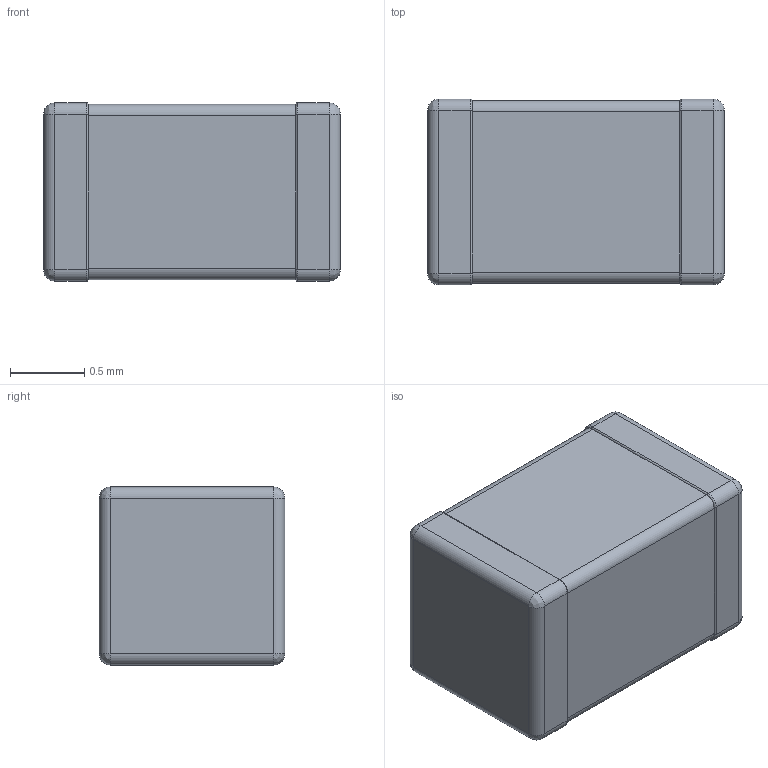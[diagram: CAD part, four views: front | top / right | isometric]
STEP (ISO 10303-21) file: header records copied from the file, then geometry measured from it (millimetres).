
FILE_DESCRIPTION(('FreeCAD Model'),'2;1');
FILE_NAME('Fusion.step','2017-03-07T14:29:25',( 'Author'),(''),'Open CASCADE STEP processor 6.8','FreeCAD','Unknown' );
FILE_SCHEMA(('AUTOMOTIVE_DESIGN_CC2 { 1 2 10303 214 -1 1 5 4 }'));
Length unit declared in the file: millimetre
Products named in the file (2): ASSEMBLY; Fusion
Assembly tree (1 placements, depth 2):
  ASSEMBLY
    Fusion
Bounding box: 2 x 1.25 x 1.2 mm (x, y, z)
Volume: 2.9 mm3; surface area: 12.2 mm2
Topology: 1 solids, 1 shells, 66 faces, 144 edges, 72 vertices
Faces by surface type: cylinder 28, plane 22, bspline 16
Entity records: 8022 total; most frequent: CARTESIAN_POINT 5078, DIRECTION 373, ORIENTED_EDGE 272, PCURVE 272, DEFINITIONAL_REPRESENTATION 272, B_SPLINE_CURVE_WITH_KNOTS 192, LINE 152, VECTOR 152
